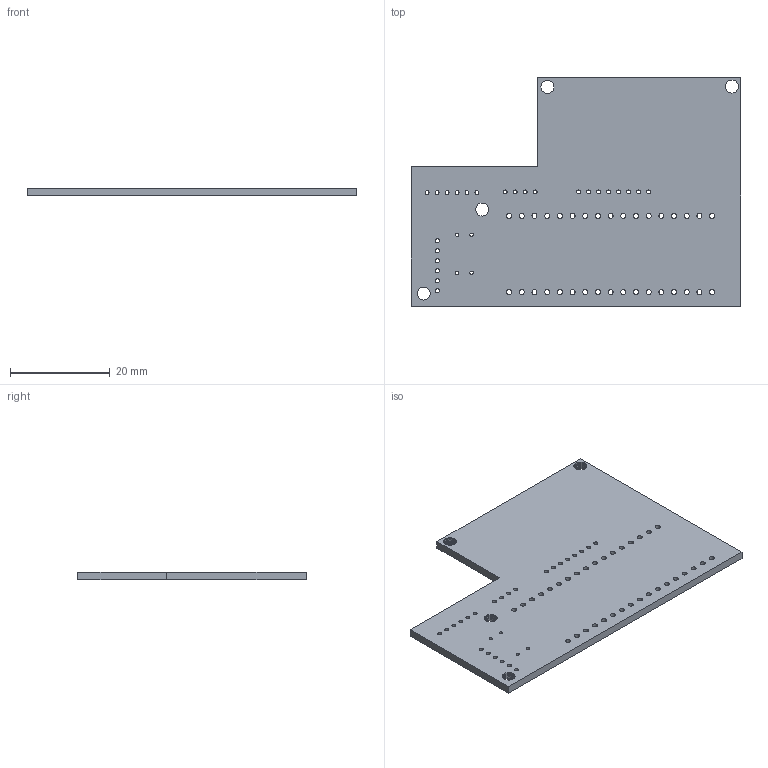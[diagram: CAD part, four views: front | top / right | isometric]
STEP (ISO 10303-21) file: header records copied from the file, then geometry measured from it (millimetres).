
FILE_DESCRIPTION(('KiCad electronic assembly'),'2;1');
FILE_NAME('PCB.step','2023-02-14T10:18:26',('Pcbnew'),('Kicad'), 'Open CASCADE STEP processor 7.6','KiCad to STEP converter','Unknown' );
FILE_SCHEMA(('AUTOMOTIVE_DESIGN { 1 0 10303 214 1 1 1 1 }'));
Length unit declared in the file: millimetre
Products named in the file (2): PCB 1; PCB
Assembly tree (1 placements, depth 2):
  PCB 1
    PCB
Bounding box: 66.04 x 45.72 x 1.6 mm (x, y, z)
Volume: 4010.1 mm3; surface area: 5703.9 mm2
Topology: 1 solids, 1 shells, 214 faces, 636 edges, 424 vertices
Faces by surface type: plane 152, cylinder 62
Full cylindrical faces by diameter (mm): 0.7 x4, 0.8 x24, 1 x34
Entity records: 16095 total; most frequent: CARTESIAN_POINT 3292, DIRECTION 2340, LINE 1660, VECTOR 1660, ORIENTED_EDGE 1272, PCURVE 1272, DEFINITIONAL_REPRESENTATION 1272, EDGE_CURVE 636
